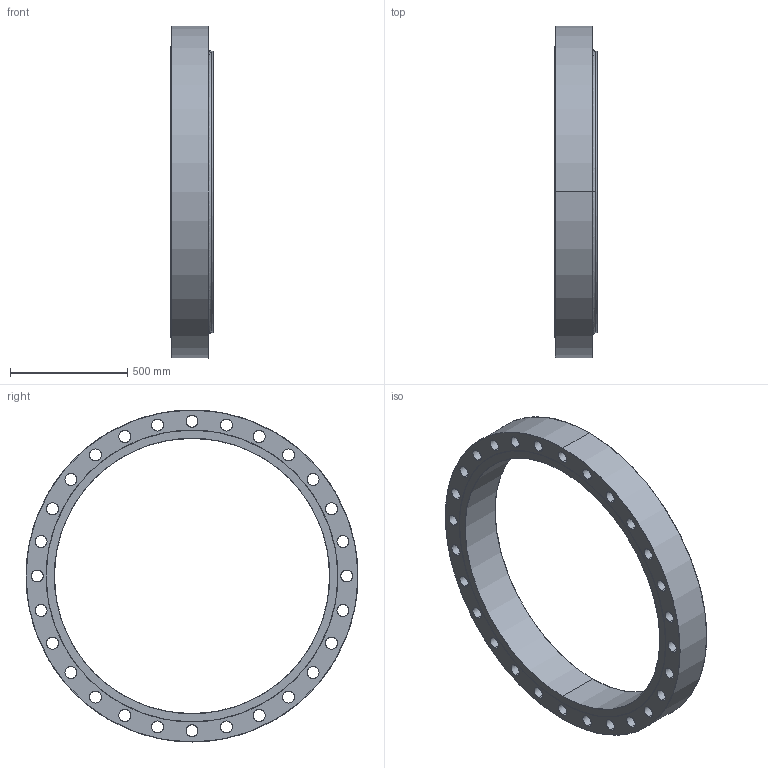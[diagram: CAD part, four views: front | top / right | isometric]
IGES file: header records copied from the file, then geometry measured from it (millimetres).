
Start section: SolidWorks IGES file using analytic representation for surfaces
Global section: file name: 46_300_B1647A_RF_SOF.IGS; native system: SolidWorks 2023; preprocessor: SolidWorks 2023; author: Ken_Snader; date: 240111.212617; units: inch
Bounding box: 180.97 x 1416.05 x 1416.05 mm (x, y, z)
Surface area: 3026274.8 mm2 (no closed solid volume)
Topology: 0 solids, 0 shells, 70 faces, 2568 edges, 2568 vertices
Faces by surface type: revolution 64, bspline 6
